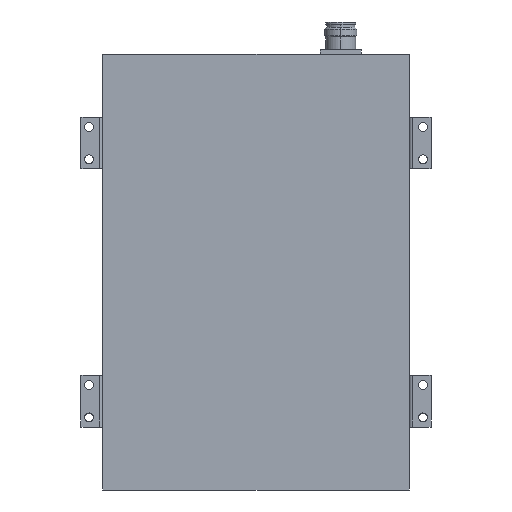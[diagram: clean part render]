
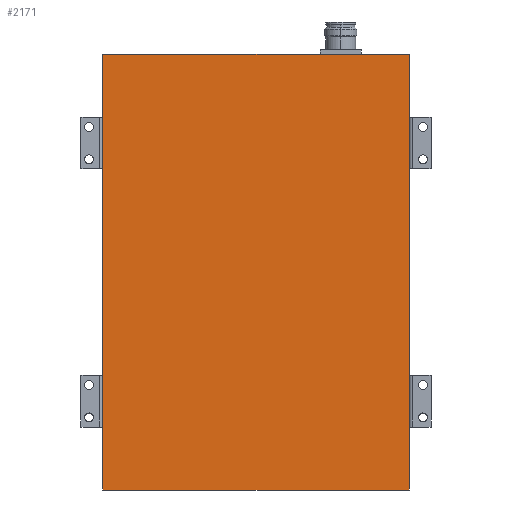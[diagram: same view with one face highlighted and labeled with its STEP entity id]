
A CAD part, left-side view. The second image highlights one B-rep face of the part: STEP entity #2171.
In plain terms, the highlighted planar face has unit normal (-1, 0, 0).
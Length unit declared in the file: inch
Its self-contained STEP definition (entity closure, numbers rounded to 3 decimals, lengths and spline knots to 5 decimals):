
#217 = VECTOR ( 'NONE', #1441, 39.37008 ) ;
#365 = CARTESIAN_POINT ( 'NONE',  ( 178.455, 41.08134, 10.62992 ) ) ;
#546 = PLANE ( 'NONE',  #6141 ) ;
#644 = VECTOR ( 'NONE', #1373, 39.37008 ) ;
#918 = CARTESIAN_POINT ( 'NONE',  ( 178.455, 41.08134, 0. ) ) ;
#1025 = CARTESIAN_POINT ( 'NONE',  ( 178.455, 41.08134, 10.62992 ) ) ;
#1373 = DIRECTION ( 'NONE',  ( 0., -1., 0. ) ) ;
#1441 = DIRECTION ( 'NONE',  ( 0., 1., 0. ) ) ;
#1466 = ORIENTED_EDGE ( 'NONE', *, *, #5915, .F. ) ;
#1509 = EDGE_CURVE ( 'NONE', #5209, #5593, #5306, .T. ) ;
#1513 = DIRECTION ( 'NONE',  ( 1., 0., 0. ) ) ;
#1717 = CARTESIAN_POINT ( 'NONE',  ( 178.455, 48.56165, 0. ) ) ;
#1722 = ORIENTED_EDGE ( 'NONE', *, *, #3996, .F. ) ;
#1918 = ORIENTED_EDGE ( 'NONE', *, *, #1509, .F. ) ;
#2079 = CARTESIAN_POINT ( 'NONE',  ( 178.455, 48.56165, 10.62992 ) ) ;
#2171 = ADVANCED_FACE ( 'NONE', ( #5003 ), #546, .F. ) ;
#2616 = DIRECTION ( 'NONE',  ( 0., 0., -1. ) ) ;
#2617 = VECTOR ( 'NONE', #2616, 39.37008 ) ;
#2939 = EDGE_CURVE ( 'NONE', #5593, #4545, #4054, .T. ) ;
#3508 = CARTESIAN_POINT ( 'NONE',  ( 178.455, 41.08134, 10.62992 ) ) ;
#3567 = ORIENTED_EDGE ( 'NONE', *, *, #2939, .F. ) ;
#3996 = EDGE_CURVE ( 'NONE', #4545, #5561, #4973, .T. ) ;
#4054 = LINE ( 'NONE', #2079, #5334 ) ;
#4195 = CARTESIAN_POINT ( 'NONE',  ( 178.455, 41.08134, 0. ) ) ;
#4483 = CARTESIAN_POINT ( 'NONE',  ( 178.455, 48.56165, 10.62992 ) ) ;
#4486 = EDGE_LOOP ( 'NONE', ( #1466, #1722, #3567, #1918 ) ) ;
#4545 = VERTEX_POINT ( 'NONE', #4483 ) ;
#4673 = CARTESIAN_POINT ( 'NONE',  ( 178.455, 41.08134, 10.62992 ) ) ;
#4973 = LINE ( 'NONE', #365, #644 ) ;
#5003 = FACE_OUTER_BOUND ( 'NONE', #4486, .T. ) ;
#5209 = VERTEX_POINT ( 'NONE', #4195 ) ;
#5306 = LINE ( 'NONE', #918, #217 ) ;
#5334 = VECTOR ( 'NONE', #5566, 39.37008 ) ;
#5531 = LINE ( 'NONE', #3508, #2617 ) ;
#5561 = VERTEX_POINT ( 'NONE', #4673 ) ;
#5566 = DIRECTION ( 'NONE',  ( 0., 0., 1. ) ) ;
#5593 = VERTEX_POINT ( 'NONE', #1717 ) ;
#5915 = EDGE_CURVE ( 'NONE', #5561, #5209, #5531, .T. ) ;
#6141 = AXIS2_PLACEMENT_3D ( 'NONE', #1025, #1513, #6307 ) ;
#6307 = DIRECTION ( 'NONE',  ( 0., 0., -1. ) ) ;
